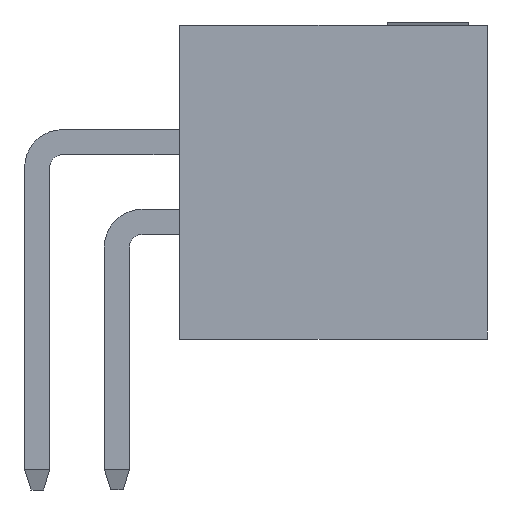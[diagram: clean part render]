
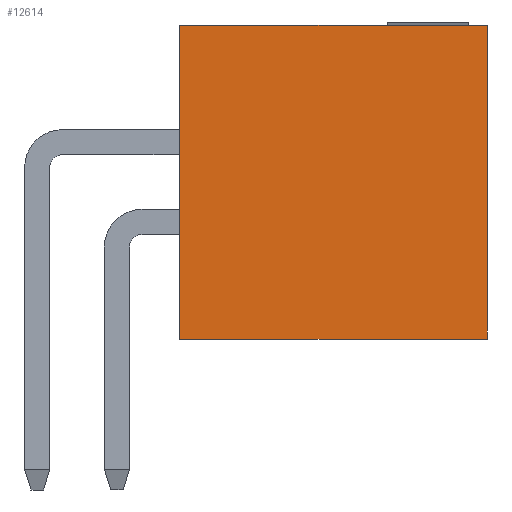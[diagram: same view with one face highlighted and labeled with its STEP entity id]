
A CAD part, front view. The second image highlights one B-rep face of the part: STEP entity #12614.
In plain terms, the highlighted face is planar.
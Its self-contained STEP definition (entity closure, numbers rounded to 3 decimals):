
#627=ORIENTED_EDGE('',*,*,#3059,.F.);
#628=ORIENTED_EDGE('',*,*,#3060,.F.);
#629=ORIENTED_EDGE('',*,*,#3061,.T.);
#630=ORIENTED_EDGE('',*,*,#3062,.T.);
#3059=EDGE_CURVE('',#4268,#4269,#5167,.T.);
#3060=EDGE_CURVE('',#4270,#4268,#5168,.T.);
#3061=EDGE_CURVE('',#4270,#4271,#5169,.T.);
#3062=EDGE_CURVE('',#4271,#4269,#5170,.T.);
#4268=VERTEX_POINT('',#16704);
#4269=VERTEX_POINT('',#16705);
#4270=VERTEX_POINT('',#16707);
#4271=VERTEX_POINT('',#16709);
#5167=LINE('',#16703,#6407);
#5168=LINE('',#16706,#6408);
#5169=LINE('',#16708,#6409);
#5170=LINE('',#16710,#6410);
#6407=VECTOR('',#14163,1000.);
#6408=VECTOR('',#14164,1000.);
#6409=VECTOR('',#14165,1000.);
#6410=VECTOR('',#14166,1000.);
#7420=EDGE_LOOP('',(#627,#628,#629,#630));
#7956=FACE_BOUND('',#7420,.T.);
#8492=PLANE('',#13140);
#12614=ADVANCED_FACE('',(#7956),#8492,.T.);
#13140=AXIS2_PLACEMENT_3D('',#16702,#14161,#14162);
#14161=DIRECTION('',(1.,0.,0.));
#14162=DIRECTION('',(0.,0.,-1.));
#14163=DIRECTION('',(0.,0.,-1.));
#14164=DIRECTION('',(0.,1.,0.));
#14165=DIRECTION('',(0.,0.,-1.));
#14166=DIRECTION('',(0.,1.,0.));
#16702=CARTESIAN_POINT('',(8.255,-2.5,2.45));
#16703=CARTESIAN_POINT('',(8.255,2.5,2.45));
#16704=CARTESIAN_POINT('',(8.255,2.5,2.45));
#16705=CARTESIAN_POINT('',(8.255,2.5,-2.45));
#16706=CARTESIAN_POINT('',(8.255,-2.5,2.45));
#16707=CARTESIAN_POINT('',(8.255,-2.5,2.45));
#16708=CARTESIAN_POINT('',(8.255,-2.5,2.45));
#16709=CARTESIAN_POINT('',(8.255,-2.5,-2.45));
#16710=CARTESIAN_POINT('',(8.255,-2.5,-2.45));
